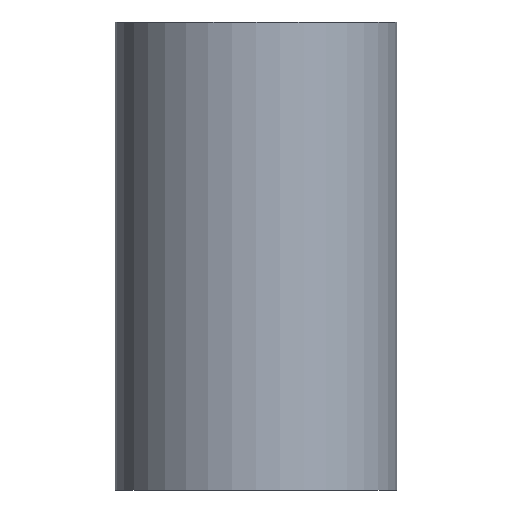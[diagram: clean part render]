
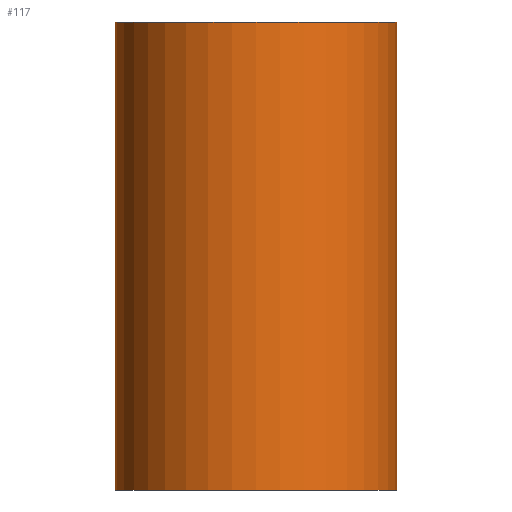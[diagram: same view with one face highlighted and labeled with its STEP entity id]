
A CAD part, front view. The second image highlights one B-rep face of the part: STEP entity #117.
In plain terms, the highlighted cylindrical face has radius 3.01 mm (diameter 6.02 mm), a partial arc.
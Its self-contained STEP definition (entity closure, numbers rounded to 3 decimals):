
#6 = VERTEX_POINT ( 'NONE', #189 ) ;
#10 = LINE ( 'NONE', #149, #48 ) ;
#16 = DIRECTION ( 'NONE',  ( 0., 0., 1. ) ) ;
#32 = VERTEX_POINT ( 'NONE', #89 ) ;
#41 = DIRECTION ( 'NONE',  ( 1., 0., 0. ) ) ;
#48 = VECTOR ( 'NONE', #66, 1000. ) ;
#50 = ORIENTED_EDGE ( 'NONE', *, *, #223, .F. ) ;
#66 = DIRECTION ( 'NONE',  ( 0., 0., -1. ) ) ;
#71 = EDGE_CURVE ( 'NONE', #182, #32, #175, .T. ) ;
#72 = CIRCLE ( 'NONE', #156, 3.01 ) ;
#77 = EDGE_LOOP ( 'NONE', ( #211, #50, #240, #153 ) ) ;
#87 = EDGE_CURVE ( 'NONE', #32, #6, #72, .T. ) ;
#89 = CARTESIAN_POINT ( 'NONE',  ( -3.01, 0., -5. ) ) ;
#94 = VERTEX_POINT ( 'NONE', #134 ) ;
#97 = CYLINDRICAL_SURFACE ( 'NONE', #147, 3.01 ) ;
#101 = EDGE_CURVE ( 'NONE', #94, #6, #10, .T. ) ;
#107 = CARTESIAN_POINT ( 'NONE',  ( -3.01, 0., 5. ) ) ;
#110 = FACE_OUTER_BOUND ( 'NONE', #77, .T. ) ;
#117 = ADVANCED_FACE ( 'NONE', ( #110 ), #97, .T. ) ;
#119 = AXIS2_PLACEMENT_3D ( 'NONE', #201, #179, #41 ) ;
#125 = DIRECTION ( 'NONE',  ( -1., 0., 0. ) ) ;
#130 = CARTESIAN_POINT ( 'NONE',  ( 0., 0., -5. ) ) ;
#134 = CARTESIAN_POINT ( 'NONE',  ( 3.01, 0., 5. ) ) ;
#147 = AXIS2_PLACEMENT_3D ( 'NONE', #188, #236, #125 ) ;
#149 = CARTESIAN_POINT ( 'NONE',  ( 3.01, 0., 5. ) ) ;
#153 = ORIENTED_EDGE ( 'NONE', *, *, #87, .T. ) ;
#156 = AXIS2_PLACEMENT_3D ( 'NONE', #130, #16, #166 ) ;
#166 = DIRECTION ( 'NONE',  ( 1., 0., 0. ) ) ;
#175 = LINE ( 'NONE', #207, #246 ) ;
#179 = DIRECTION ( 'NONE',  ( 0., 0., 1. ) ) ;
#182 = VERTEX_POINT ( 'NONE', #107 ) ;
#188 = CARTESIAN_POINT ( 'NONE',  ( 0., 0., 5. ) ) ;
#189 = CARTESIAN_POINT ( 'NONE',  ( 3.01, 0., -5. ) ) ;
#201 = CARTESIAN_POINT ( 'NONE',  ( 0., 0., 5. ) ) ;
#206 = DIRECTION ( 'NONE',  ( 0., 0., -1. ) ) ;
#207 = CARTESIAN_POINT ( 'NONE',  ( -3.01, 0., 5. ) ) ;
#211 = ORIENTED_EDGE ( 'NONE', *, *, #101, .F. ) ;
#223 = EDGE_CURVE ( 'NONE', #182, #94, #226, .T. ) ;
#226 = CIRCLE ( 'NONE', #119, 3.01 ) ;
#236 = DIRECTION ( 'NONE',  ( 0., 0., -1. ) ) ;
#240 = ORIENTED_EDGE ( 'NONE', *, *, #71, .T. ) ;
#246 = VECTOR ( 'NONE', #206, 1000. ) ;
